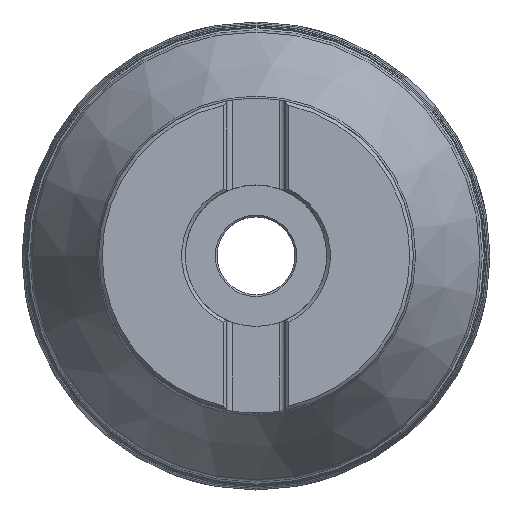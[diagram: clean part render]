
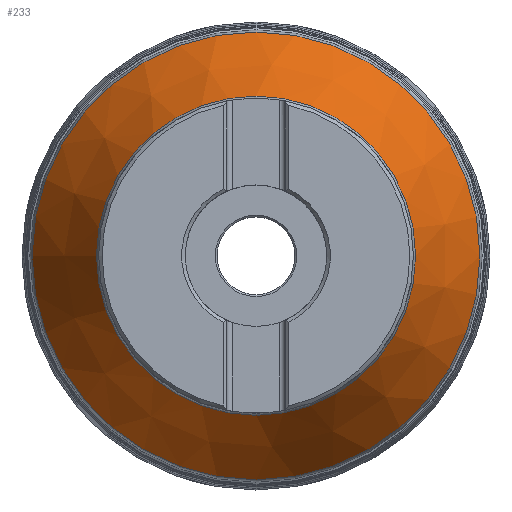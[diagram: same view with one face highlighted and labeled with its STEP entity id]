
A CAD part, top view. The second image highlights one B-rep face of the part: STEP entity #233.
In plain terms, the highlighted conical face has half-angle 28.874 degrees and reference radius 63.925 mm.
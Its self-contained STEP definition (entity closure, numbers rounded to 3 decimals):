
#165=CONICAL_SURFACE('',#1457,63.925,28.874);
#233=ADVANCED_FACE('',(#557,#558),#165,.T.);
#557=FACE_BOUND('',#719,.T.);
#558=FACE_BOUND('',#720,.T.);
#719=EDGE_LOOP('',(#905));
#720=EDGE_LOOP('',(#906));
#905=ORIENTED_EDGE('',*,*,#1224,.T.);
#906=ORIENTED_EDGE('',*,*,#1225,.T.);
#1113=VERTEX_POINT('',#2390);
#1114=VERTEX_POINT('',#2392);
#1224=EDGE_CURVE('',#1113,#1113,#1351,.T.);
#1225=EDGE_CURVE('',#1114,#1114,#1352,.T.);
#1351=CIRCLE('',#1455,45.122);
#1352=CIRCLE('',#1456,63.303);
#1455=AXIS2_PLACEMENT_3D('',#2389,#1732,#1733);
#1456=AXIS2_PLACEMENT_3D('',#2391,#1734,#1735);
#1457=AXIS2_PLACEMENT_3D('',#2393,#1736,#1737);
#1732=DIRECTION('',(0.,0.,-1.));
#1733=DIRECTION('',(-1.,0.,0.));
#1734=DIRECTION('',(0.,0.,1.));
#1735=DIRECTION('',(1.,0.,0.));
#1736=DIRECTION('',(0.,0.,-1.));
#1737=DIRECTION('',(-1.,0.,0.));
#2389=CARTESIAN_POINT('',(0.,0.,-14.127));
#2390=CARTESIAN_POINT('',(-45.122,0.,-14.127));
#2391=CARTESIAN_POINT('',(0.,0.,-47.098));
#2392=CARTESIAN_POINT('',(63.303,0.,-47.098));
#2393=CARTESIAN_POINT('',(0.,0.,-48.225));
